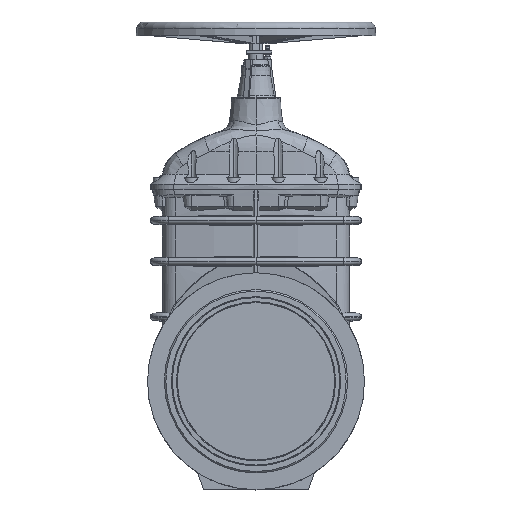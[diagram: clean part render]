
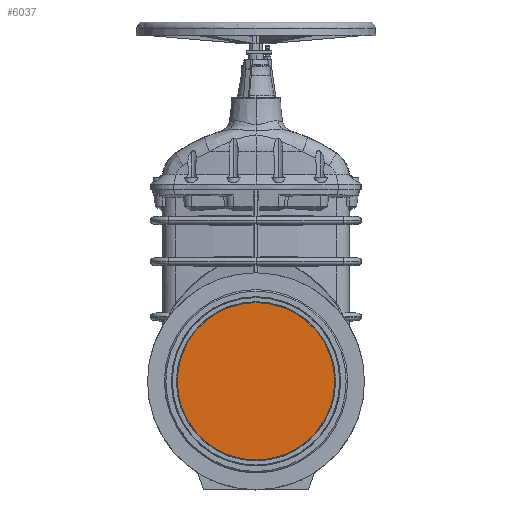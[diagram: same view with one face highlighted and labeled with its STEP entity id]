
A CAD part, top view. The second image highlights one B-rep face of the part: STEP entity #6037.
In plain terms, the highlighted planar face has unit normal (0, 0, 1).
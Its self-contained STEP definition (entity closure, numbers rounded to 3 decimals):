
#2158 = CIRCLE ( 'NONE', #35473, 210.25 ) ;
#4160 = CARTESIAN_POINT ( 'NONE',  ( -210.25, 0., 155. ) ) ;
#4177 = CARTESIAN_POINT ( 'NONE',  ( 210.25, 0., 155. ) ) ;
#5470 = CARTESIAN_POINT ( 'NONE',  ( 0., 0., 155. ) ) ;
#5471 = DIRECTION ( 'NONE',  ( 0., 0., 1. ) ) ;
#5472 = DIRECTION ( 'NONE',  ( 1., 0., 0. ) ) ;
#5605 = EDGE_CURVE ( 'NONE', #13004, #12986, #15806, .T. ) ;
#6037 = ADVANCED_FACE ( 'NONE', ( #16396 ), #26487, .F. ) ;
#6578 = CARTESIAN_POINT ( 'NONE',  ( 0., 0., 155. ) ) ;
#6579 = DIRECTION ( 'NONE',  ( 0., 0., 1. ) ) ;
#6580 = DIRECTION ( 'NONE',  ( 1., 0., 0. ) ) ;
#10821 = EDGE_LOOP ( 'NONE', ( #15203, #15204 ) ) ;
#12986 = VERTEX_POINT ( 'NONE', #4160 ) ;
#13004 = VERTEX_POINT ( 'NONE', #4177 ) ;
#14033 = EDGE_CURVE ( 'NONE', #12986, #13004, #2158, .T. ) ;
#14063 = AXIS2_PLACEMENT_3D ( 'NONE', #6578, #6579, #6580 ) ;
#14362 = AXIS2_PLACEMENT_3D ( 'NONE', #26486, #26506, #26507 ) ;
#15203 = ORIENTED_EDGE ( 'NONE', *, *, #5605, .T. ) ;
#15204 = ORIENTED_EDGE ( 'NONE', *, *, #14033, .T. ) ;
#15806 = CIRCLE ( 'NONE', #14063, 210.25 ) ;
#16396 = FACE_OUTER_BOUND ( 'NONE', #10821, .T. ) ;
#26486 = CARTESIAN_POINT ( 'NONE',  ( 0., 0., 155. ) ) ;
#26487 = PLANE ( 'NONE',  #14362 ) ;
#26506 = DIRECTION ( 'NONE',  ( 0., 0., -1. ) ) ;
#26507 = DIRECTION ( 'NONE',  ( 1., 0., 0. ) ) ;
#35473 = AXIS2_PLACEMENT_3D ( 'NONE', #5470, #5471, #5472 ) ;
